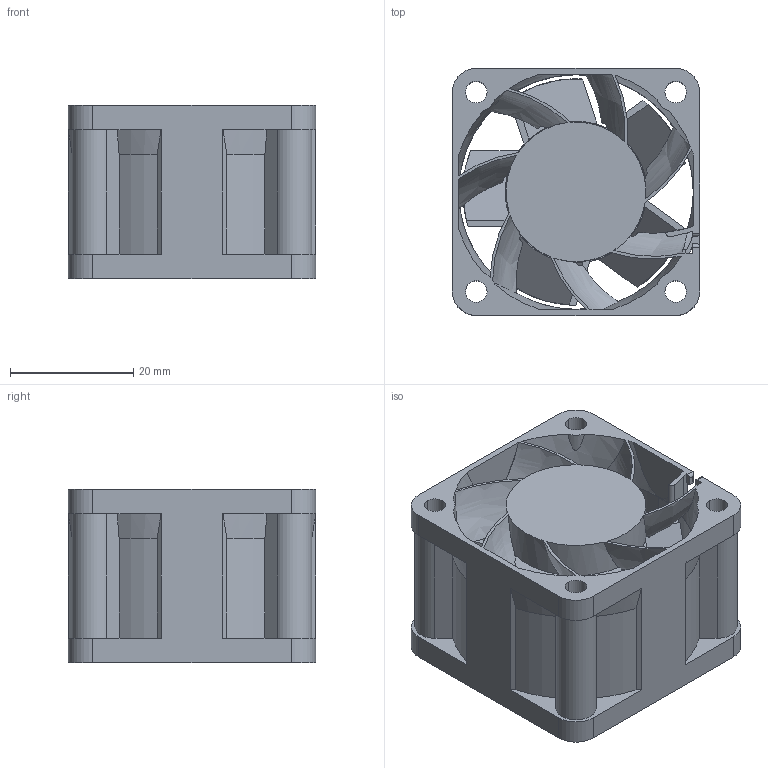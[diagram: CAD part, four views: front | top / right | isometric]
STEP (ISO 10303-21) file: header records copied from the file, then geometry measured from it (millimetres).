
FILE_DESCRIPTION((''),'2;1');
FILE_NAME('ASM0001_ASM','2017-01-19T',('DURANT.QIAN'),(''),'PRO/ENGINEER BY PARAMETRIC TECHNOLOGY CORPORATION, 2012480','PRO/ENGINEER BY PARAMETRIC TECHNOLOGY CORPORATION, 2012480','');
FILE_SCHEMA(('CONFIG_CONTROL_DESIGN'));
Length unit declared in the file: millimetre
Products named in the file (3): 410026130002; 410044260000; ASM0001_ASM
Assembly tree (2 placements, depth 2):
  ASM0001_ASM
    410026130002
    410044260000
Bounding box: 40.2 x 40.2 x 28.2 mm (x, y, z)
Volume: 18883.2 mm3; surface area: 16465.5 mm2
Topology: 2 solids, 2 shells, 208 faces, 605 edges, 393 vertices
Faces by surface type: cylinder 85, plane 73, cone 21, bspline 15, extrusion 7, torus 7
Entity records: 10025 total; most frequent: CARTESIAN_POINT 4697, ORIENTED_EDGE 1210, DIRECTION 968, EDGE_CURVE 605, VERTEX_POINT 393, AXIS2_PLACEMENT_3D 372, VECTOR 224, EDGE_LOOP 224
